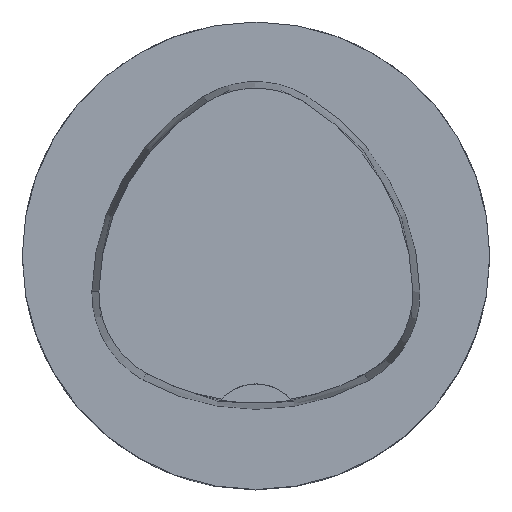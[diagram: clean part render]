
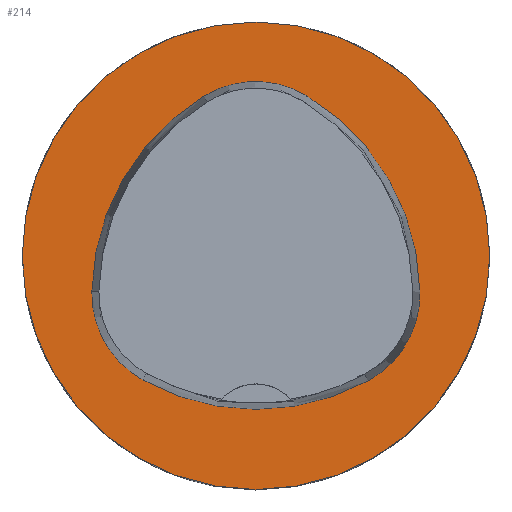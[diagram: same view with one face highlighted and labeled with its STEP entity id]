
A CAD part, top view. The second image highlights one B-rep face of the part: STEP entity #214.
In plain terms, the highlighted planar face has unit normal (0, 0, 1).
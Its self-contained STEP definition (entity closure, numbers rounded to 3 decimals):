
#214=ADVANCED_FACE('',(#415,#416),#258,.T.);
#258=PLANE('',#1196);
#415=FACE_BOUND('',#461,.T.);
#416=FACE_BOUND('',#462,.T.);
#461=EDGE_LOOP('',(#646,#647,#648,#649,#650,#651));
#462=EDGE_LOOP('',(#652));
#646=ORIENTED_EDGE('',*,*,#958,.T.);
#647=ORIENTED_EDGE('',*,*,#938,.T.);
#648=ORIENTED_EDGE('',*,*,#942,.T.);
#649=ORIENTED_EDGE('',*,*,#945,.T.);
#650=ORIENTED_EDGE('',*,*,#948,.T.);
#651=ORIENTED_EDGE('',*,*,#956,.T.);
#652=ORIENTED_EDGE('',*,*,#961,.F.);
#827=VERTEX_POINT('',#1822);
#828=VERTEX_POINT('',#1823);
#831=VERTEX_POINT('',#1831);
#833=VERTEX_POINT('',#1837);
#835=VERTEX_POINT('',#1843);
#842=VERTEX_POINT('',#1864);
#843=VERTEX_POINT('',#1874);
#938=EDGE_CURVE('',#827,#828,#1024,.T.);
#942=EDGE_CURVE('',#828,#831,#1026,.T.);
#945=EDGE_CURVE('',#831,#833,#1028,.T.);
#948=EDGE_CURVE('',#833,#835,#1030,.T.);
#956=EDGE_CURVE('',#835,#842,#1034,.T.);
#958=EDGE_CURVE('',#842,#827,#1036,.T.);
#961=EDGE_CURVE('',#843,#843,#1039,.T.);
#1024=CIRCLE('',#1173,20.);
#1026=CIRCLE('',#1176,8.5);
#1028=CIRCLE('',#1179,20.);
#1030=CIRCLE('',#1182,8.5);
#1034=CIRCLE('',#1187,20.);
#1036=CIRCLE('',#1190,8.5);
#1039=CIRCLE('',#1195,20.);
#1173=AXIS2_PLACEMENT_3D('',#1821,#1381,#1382);
#1176=AXIS2_PLACEMENT_3D('',#1830,#1389,#1390);
#1179=AXIS2_PLACEMENT_3D('',#1836,#1396,#1397);
#1182=AXIS2_PLACEMENT_3D('',#1842,#1403,#1404);
#1187=AXIS2_PLACEMENT_3D('',#1865,#1415,#1416);
#1190=AXIS2_PLACEMENT_3D('',#1868,#1421,#1422);
#1195=AXIS2_PLACEMENT_3D('',#1873,#1431,#1432);
#1196=AXIS2_PLACEMENT_3D('',#1875,#1433,#1434);
#1381=DIRECTION('',(0.,0.,-1.));
#1382=DIRECTION('',(-1.,0.,0.));
#1389=DIRECTION('',(0.,0.,-1.));
#1390=DIRECTION('',(-1.,0.,0.));
#1396=DIRECTION('',(0.,0.,-1.));
#1397=DIRECTION('',(-1.,0.,0.));
#1403=DIRECTION('',(0.,0.,-1.));
#1404=DIRECTION('',(-1.,0.,0.));
#1415=DIRECTION('',(0.,0.,-1.));
#1416=DIRECTION('',(-1.,0.,0.));
#1421=DIRECTION('',(0.,0.,-1.));
#1422=DIRECTION('',(-1.,0.,0.));
#1431=DIRECTION('',(0.,0.,-1.));
#1432=DIRECTION('',(-1.,0.,0.));
#1433=DIRECTION('',(0.,0.,1.));
#1434=DIRECTION('',(1.,0.,0.));
#1821=CARTESIAN_POINT('',(5.955,-3.414,0.));
#1822=CARTESIAN_POINT('',(-14.041,-3.042,0.));
#1823=CARTESIAN_POINT('',(-4.472,13.653,0.));
#1830=CARTESIAN_POINT('',(-0.04,6.4,0.));
#1831=CARTESIAN_POINT('',(4.347,13.68,0.));
#1836=CARTESIAN_POINT('',(-5.976,-3.45,0.));
#1837=CARTESIAN_POINT('',(14.021,-3.075,0.));
#1842=CARTESIAN_POINT('',(5.522,-3.235,0.));
#1843=CARTESIAN_POINT('',(9.588,-10.699,0.));
#1864=CARTESIAN_POINT('',(-9.655,-10.639,0.));
#1865=CARTESIAN_POINT('',(0.022,6.864,0.));
#1868=CARTESIAN_POINT('',(-5.543,-3.2,0.));
#1873=CARTESIAN_POINT('',(0.,0.,
0.));
#1874=CARTESIAN_POINT('',(-20.,0.,0.));
#1875=CARTESIAN_POINT('',(0.,0.,
0.));
